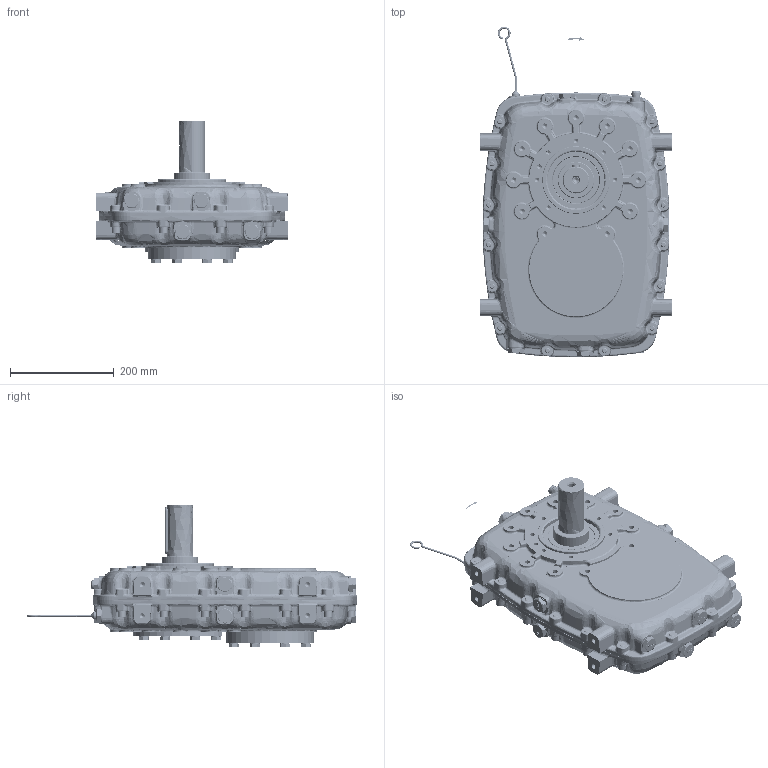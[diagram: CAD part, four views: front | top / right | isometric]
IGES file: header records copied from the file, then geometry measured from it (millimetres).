
Start section: SolidWorks IGES file using analytic representation for surfaces
Global section: file name: 1029011A.IGS; native system: SolidWorks 2007; preprocessor: SolidWorks 2007; author: piccagliad; date: 150304.115545; units: millimetre
Bounding box: 370 x 636.78 x 274.7 mm (x, y, z)
Surface area: 1630218.6 mm2 (no closed solid volume)
Topology: 0 solids, 0 shells, 6760 faces, 89965 edges, 89661 vertices
Faces by surface type: bspline 4498, revolution 2262
